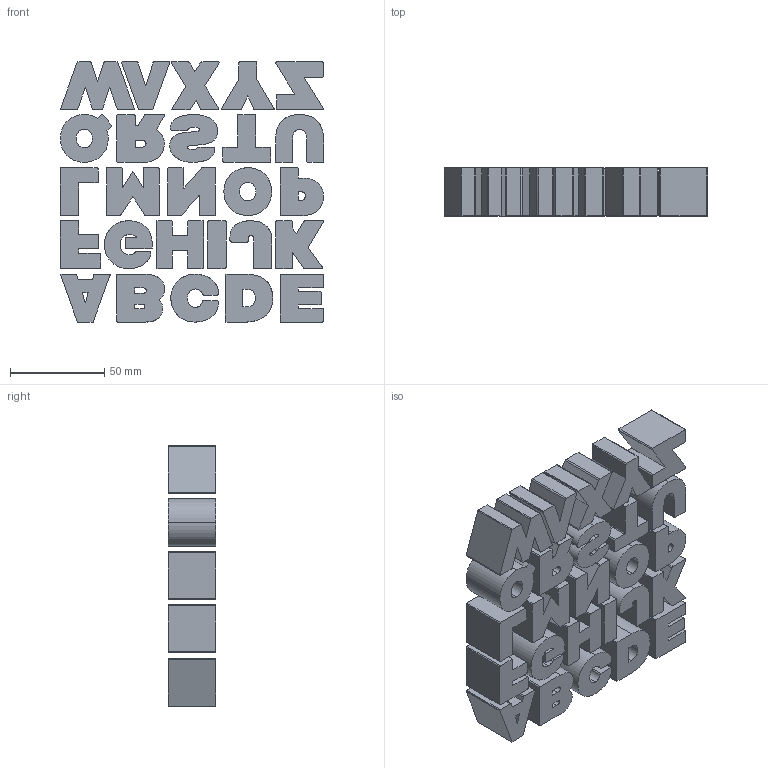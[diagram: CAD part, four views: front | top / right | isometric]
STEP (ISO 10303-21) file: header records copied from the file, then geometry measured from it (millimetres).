
FILE_DESCRIPTION(/* description */ (''),/* implementation_level */ '2;1');
FILE_NAME(/* name */ 'NameBlocks.step',/* time_stamp */ '2021-02-11T21:38:04-06:00',/* author */ (''),/* organization */ (''),/* preprocessor_version */ 'ST-DEVELOPER v18.1',/* originating_system */ 'Autodesk Translation Framework v9.7.0.1280',/* authorisation */ '');
FILE_SCHEMA (('AUTOMOTIVE_DESIGN { 1 0 10303 214 3 1 1 }'));
Length unit declared in the file: inch
Products named in the file (1): NameBlocks2
Bounding box: 139.78 x 25.4 x 138.21 mm (x, y, z)
Volume: 301997 mm3; surface area: 102245.1 mm2
Topology: 26 solids, 26 shells, 505 faces, 1359 edges, 906 vertices
Faces by surface type: plane 278, cylinder 147, bspline 80
Entity records: 16056 total; most frequent: CARTESIAN_POINT 3811, ORIENTED_EDGE 2718, DIRECTION 2345, EDGE_CURVE 1359, VERTEX_POINT 906, LINE 905, VECTOR 905, AXIS2_PLACEMENT_3D 720
